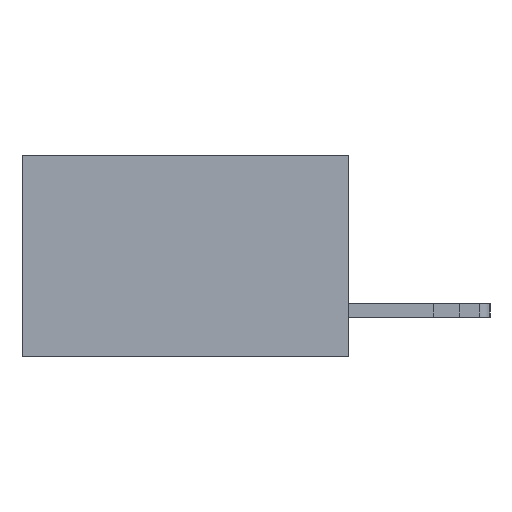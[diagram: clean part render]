
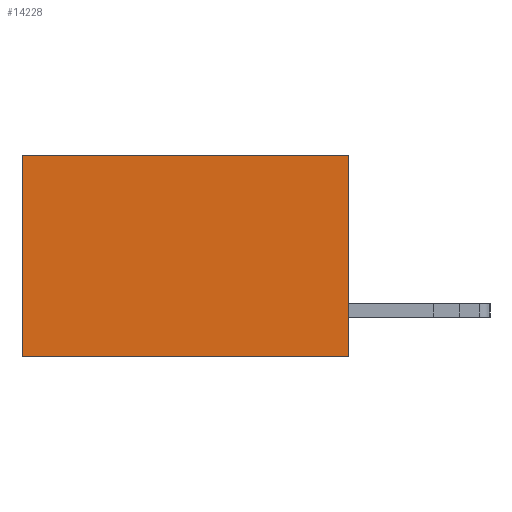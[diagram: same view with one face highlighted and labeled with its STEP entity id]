
A CAD part, left-side view. The second image highlights one B-rep face of the part: STEP entity #14228.
In plain terms, the highlighted planar face has unit normal (-1, 0, 0).
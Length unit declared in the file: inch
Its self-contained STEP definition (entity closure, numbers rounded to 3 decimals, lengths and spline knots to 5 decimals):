
#7 = LINE ( 'NONE', #14612, #6174 ) ;
#272 = FACE_OUTER_BOUND ( 'NONE', #10138, .T. ) ;
#322 = PLANE ( 'NONE',  #15021 ) ;
#1577 = DIRECTION ( 'NONE',  ( 1., 0., 0. ) ) ;
#2215 = ORIENTED_EDGE ( 'NONE', *, *, #5977, .T. ) ;
#3331 = CARTESIAN_POINT ( 'NONE',  ( 0.298, 0.6, 0. ) ) ;
#3473 = EDGE_CURVE ( 'NONE', #5677, #4393, #15271, .T. ) ;
#3565 = VERTEX_POINT ( 'NONE', #9078 ) ;
#3636 = EDGE_CURVE ( 'NONE', #5487, #4393, #7106, .T. ) ;
#4184 = ORIENTED_EDGE ( 'NONE', *, *, #10431, .F. ) ;
#4393 = VERTEX_POINT ( 'NONE', #8317 ) ;
#4466 = VECTOR ( 'NONE', #13866, 39.37008 ) ;
#5487 = VERTEX_POINT ( 'NONE', #7079 ) ;
#5677 = VERTEX_POINT ( 'NONE', #3331 ) ;
#5977 = EDGE_CURVE ( 'NONE', #3565, #5677, #10712, .T. ) ;
#6174 = VECTOR ( 'NONE', #6395, 39.37008 ) ;
#6230 = VECTOR ( 'NONE', #8052, 39.37008 ) ;
#6395 = DIRECTION ( 'NONE',  ( 0., 0., -1. ) ) ;
#6402 = VECTOR ( 'NONE', #11136, 39.37008 ) ;
#7079 = CARTESIAN_POINT ( 'NONE',  ( 0.298, 0., -0.37 ) ) ;
#7106 = LINE ( 'NONE', #9272, #6402 ) ;
#7597 = ORIENTED_EDGE ( 'NONE', *, *, #3636, .F. ) ;
#8052 = DIRECTION ( 'NONE',  ( 0., 0., -1. ) ) ;
#8317 = CARTESIAN_POINT ( 'NONE',  ( 0.298, 0.6, -0.37 ) ) ;
#8751 = CARTESIAN_POINT ( 'NONE',  ( 0.298, 0., 0. ) ) ;
#9078 = CARTESIAN_POINT ( 'NONE',  ( 0.298, 0., 0. ) ) ;
#9272 = CARTESIAN_POINT ( 'NONE',  ( 0.298, 0., -0.37 ) ) ;
#9945 = DIRECTION ( 'NONE',  ( 0., 0., -1. ) ) ;
#10138 = EDGE_LOOP ( 'NONE', ( #13949, #7597, #4184, #2215 ) ) ;
#10431 = EDGE_CURVE ( 'NONE', #3565, #5487, #7, .T. ) ;
#10490 = CARTESIAN_POINT ( 'NONE',  ( 0.298, 0.6, 0. ) ) ;
#10712 = LINE ( 'NONE', #13832, #4466 ) ;
#11136 = DIRECTION ( 'NONE',  ( 0., 1., 0. ) ) ;
#13832 = CARTESIAN_POINT ( 'NONE',  ( 0.298, 0., 0. ) ) ;
#13866 = DIRECTION ( 'NONE',  ( 0., 1., 0. ) ) ;
#13949 = ORIENTED_EDGE ( 'NONE', *, *, #3473, .T. ) ;
#14228 = ADVANCED_FACE ( 'NONE', ( #272 ), #322, .F. ) ;
#14612 = CARTESIAN_POINT ( 'NONE',  ( 0.298, 0., 0. ) ) ;
#15021 = AXIS2_PLACEMENT_3D ( 'NONE', #8751, #1577, #9945 ) ;
#15271 = LINE ( 'NONE', #10490, #6230 ) ;
